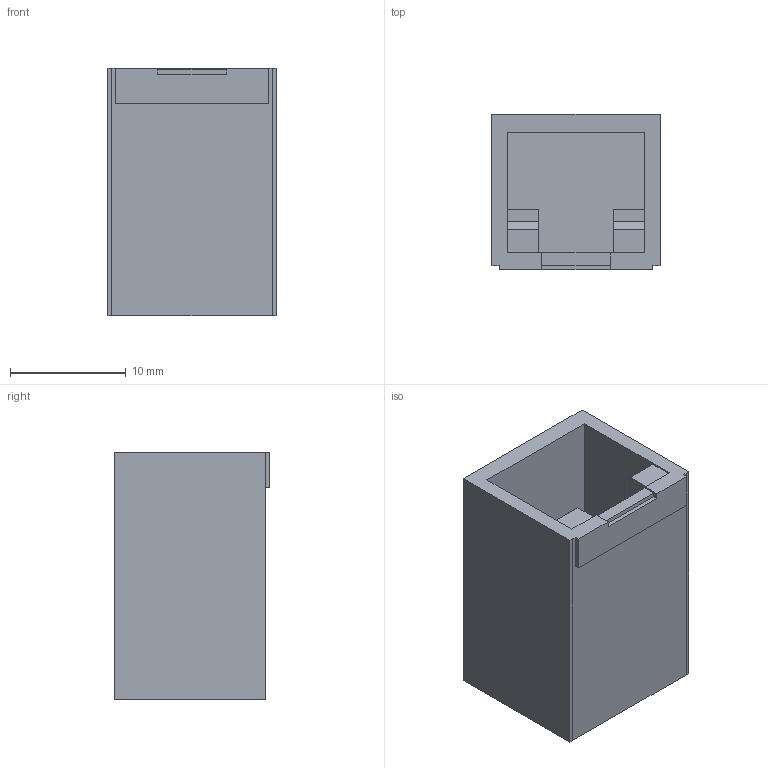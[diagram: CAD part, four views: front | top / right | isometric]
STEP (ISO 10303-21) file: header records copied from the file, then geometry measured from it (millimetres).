
FILE_DESCRIPTION (( 'STEP AP214' ), '1' );
FILE_NAME ('rj-45-volume.STEP', '2025-07-30T05:53:25', ( '' ), ( '' ), 'SwSTEP 2.0', 'SolidWorks 2025', '' );
FILE_SCHEMA (( 'AUTOMOTIVE_DESIGN' ));
Length unit declared in the file: inch
Products named in the file (1): rj-45-volume
Bounding box: 14.5 x 13.4 x 21.3 mm (x, y, z)
Volume: 2808.5 mm3; surface area: 2067.9 mm2
Topology: 1 solids, 1 shells, 42 faces, 118 edges, 78 vertices
Faces by surface type: plane 42
Entity records: 1353 total; most frequent: CARTESIAN_POINT 239, ORIENTED_EDGE 236, DIRECTION 204, VECTOR 118, LINE 118, EDGE_CURVE 118, VERTEX_POINT 78, AXIS2_PLACEMENT_3D 43
